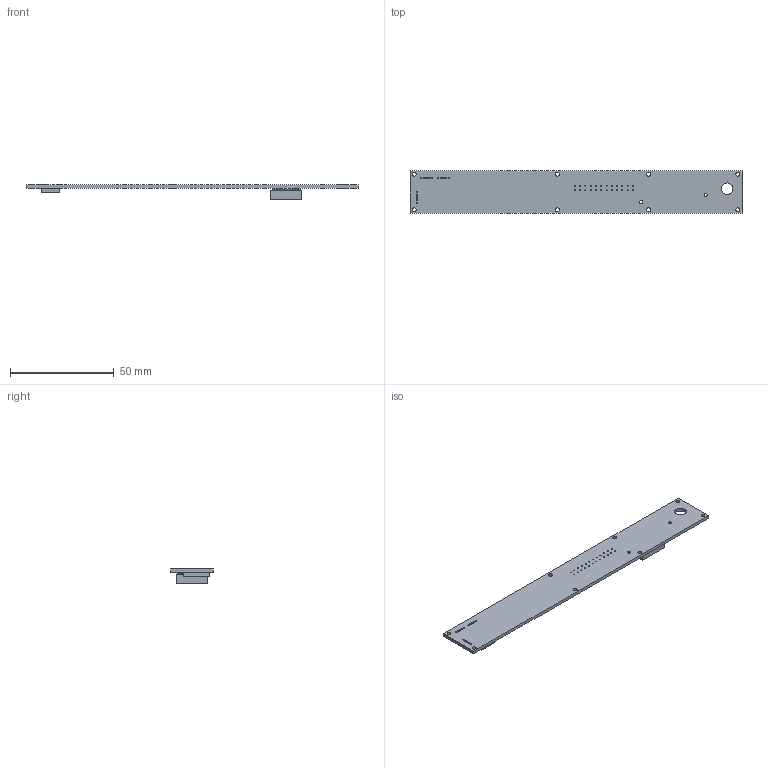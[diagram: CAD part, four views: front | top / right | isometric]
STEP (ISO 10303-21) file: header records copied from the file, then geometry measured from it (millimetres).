
FILE_DESCRIPTION(('KiCad electronic assembly'),'2;1');
FILE_NAME('dock_usb2.step','2022-08-09T16:54:24',('Pcbnew'),('Kicad'), 'Open CASCADE STEP processor 7.6','KiCad to STEP converter','Unknown' );
FILE_SCHEMA(('AUTOMOTIVE_DESIGN { 1 0 10303 214 1 1 1 1 }'));
Length unit declared in the file: millimetre
Products named in the file (6): dock_usb2 1; LTM8055IY-1#PBF; COMPOUND; HX0068ANL; dock_rs232 PCB
Assembly tree (5 placements, depth 3):
  dock_usb2 1
    LTM8055IY-1#PBF
      COMPOUND
    HX0068ANL
      COMPOUND
    dock_rs232 PCB
Bounding box: 160 x 20.7 x 6.77 mm (x, y, z)
Volume: 6442 mm3; surface area: 8597.6 mm2
Topology: 136 solids, 136 shells, 263 faces, 696 edges, 464 vertices
Faces by surface type: bspline 207, cylinder 50, plane 6
Full cylindrical faces by diameter (mm): 0.5 x24, 0.65 x15, 1.5 x2, 1.9 x8, 5.55 x1
Entity records: 13624 total; most frequent: CARTESIAN_POINT 7138, ORIENTED_EDGE 666, PCURVE 666, DEFINITIONAL_REPRESENTATION 666, DIRECTION 610, B_SPLINE_CURVE_WITH_KNOTS 509, FACE_BOUND 364, VERTEX_POINT 343
